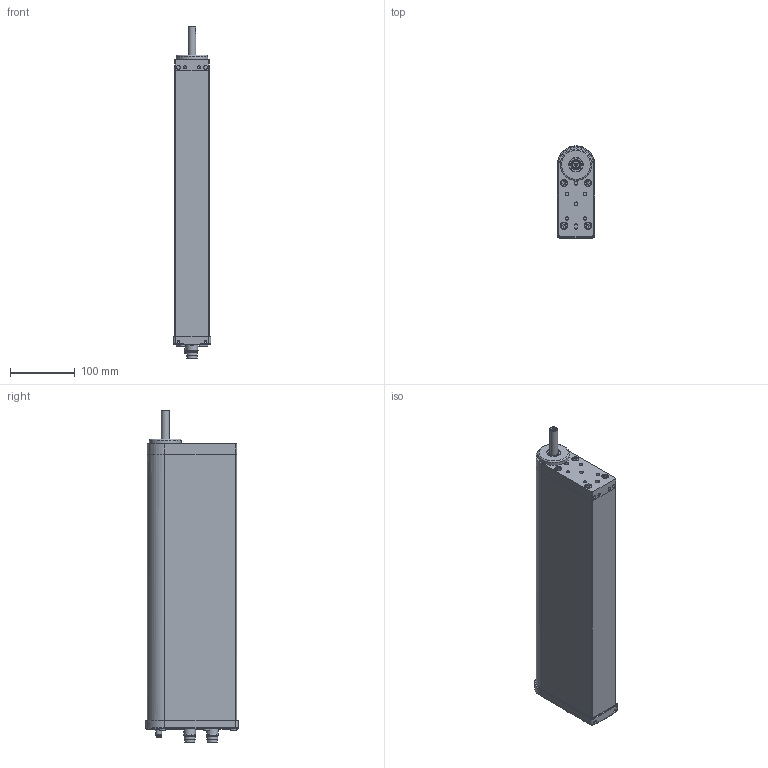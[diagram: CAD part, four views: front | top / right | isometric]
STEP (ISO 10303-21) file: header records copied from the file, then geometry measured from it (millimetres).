
FILE_DESCRIPTION (( 'STEP AP214' ), '1' );
FILE_NAME ('0186-2009_241120_PR02-52x60-R_37x120F-HP-R-100-L_MSxx_TS00_SSCH.STEP', '2024-11-20T13:18:15', ( '' ), ( '' ), 'SwSTEP 2.0', 'SolidWorks 2024', '' );
FILE_SCHEMA (( 'AUTOMOTIVE_DESIGN' ));
Length unit declared in the file: millimetre
Products named in the file (3): 0186-2009_241120_PR02-52x60-R_37x120F-HP-R-100-L_MSxx_TS00_SSCH; RS02k-DA12-L_RS01k-DA244.5-L; Einzelteil_PR02-52x60-R-SSCH_37x120F-HP-R-100-L_MSxx_TS00_SSCH
Assembly tree (2 placements, depth 2):
  0186-2009_241120_PR02-52x60-R_37x120F-HP-R-100-L_MSxx_TS00_SSCH
    Einzelteil_PR02-52x60-R-SSCH_37x120F-HP-R-100-L_MSxx_TS00_SSCH
    RS02k-DA12-L_RS01k-DA244.5-L
Bounding box: 58 x 143 x 514.5 mm (x, y, z)
Volume: 3154912.2 mm3; surface area: 267837.5 mm2
Topology: 27 solids, 27 shells, 1561 faces, 3244 edges, 1842 vertices
Faces by surface type: cone 642, cylinder 501, plane 386, torus 22, bspline 10
Full cylindrical faces by diameter (mm): 1.15 x10, 1.2 x6, 2.1 x10, 2.5 x1, 3 x1, 3.2 x6, 4 x1, 4.2 x4, 4.9 x6, 5 x195, 5.3 x6, 5.8 x6, 6 x96, 6.4 x4, 6.7 x1, 7 x7, 7.2 x7, 7.5 x1, 8 x7, 8.7 x1, 9 x7, 10 x4, 11 x4, 12 x3, 13.8 x2, 14.05 x2, 14.2 x2, 15.54 x2, 15.7 x2, 16.2 x4
Entity records: 36403 total; most frequent: CARTESIAN_POINT 6898, DIRECTION 6513, ORIENTED_EDGE 4228, AXIS2_PLACEMENT_3D 2985, EDGE_LOOP 2795, EDGE_CURVE 2114, FACE_OUTER_BOUND 2017, VERTEX_POINT 1763
